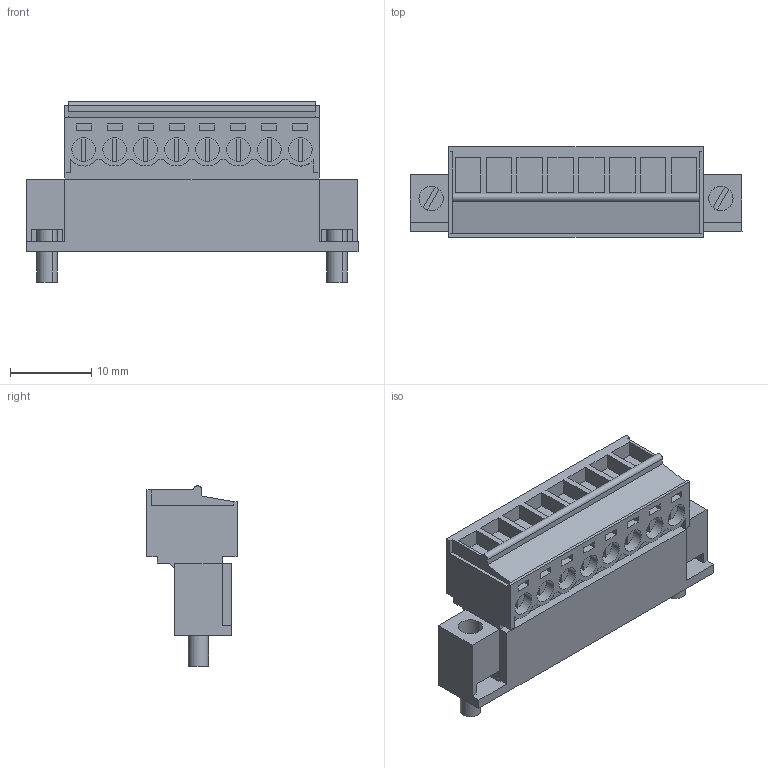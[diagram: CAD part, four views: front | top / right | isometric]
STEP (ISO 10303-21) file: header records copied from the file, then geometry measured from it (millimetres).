
FILE_DESCRIPTION(('CATIA V5 STEP Exchange','CAx-IF Rec.Pracs.--- Model Styling and Organization---1.2---2011-12-15'),'2;1');
FILE_NAME ('D1460673_0', '2018-05-10T16:32:35+00:00', ('none'), ('Weidmueller'), 'CATIA Version 5-6 Release 2014', 'CATIA V5 STEP AP214', 'none');
FILE_SCHEMA(('AUTOMOTIVE_DESIGN { 1 0 10303 214 1 1 1 1 }'));
Length unit declared in the file: millimetre
Products named in the file (1): 1970360000
Bounding box: 40.87 x 11.1 x 22.2 mm (x, y, z)
Volume: 3973.7 mm3; surface area: 5275.5 mm2
Topology: 19 solids, 19 shells, 549 faces, 1413 edges, 944 vertices
Faces by surface type: plane 468, cylinder 81
Entity records: 15282 total; most frequent: CARTESIAN_POINT 2902, ORIENTED_EDGE 2826, DIRECTION 1973, EDGE_CURVE 1413, VECTOR 1163, LINE 1163, VERTEX_POINT 944, EDGE_LOOP 599
